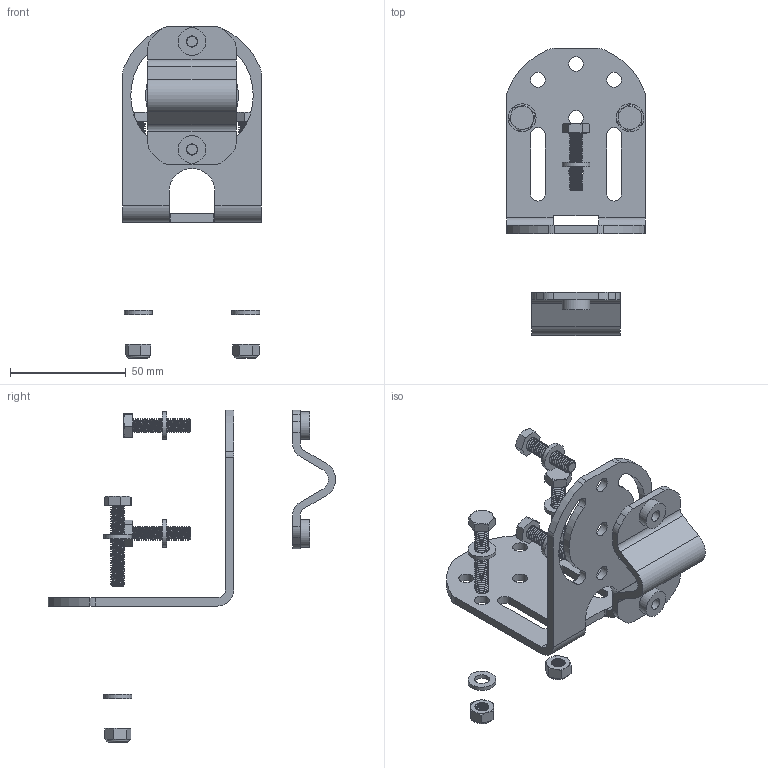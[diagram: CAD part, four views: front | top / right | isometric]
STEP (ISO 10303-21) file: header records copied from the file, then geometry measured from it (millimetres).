
FILE_DESCRIPTION(/* description */ (''),/* implementation_level */ '2;1');
FILE_NAME(/* name */ 'LA00018A.stp',/* time_stamp */ '2018-03-06T09:37:30-05:00',/* author */ ('James'),/* organization */ (''),/* preprocessor_version */ 'ST-DEVELOPER v16.5',/* originating_system */ 'Autodesk Inventor 2017',/* authorisation */ '');
FILE_SCHEMA (('AUTOMOTIVE_DESIGN { 1 0 10303 214 3 1 1 }'));
Length unit declared in the file: inch
Products named in the file (7): LA00018.1 MULTI CLAMP BASE; LC00008 BRACKET, MULTI CLAMP, .75; LC00007 STRAP, MULTI CLAMP, .75; UC00033 WASHER, FLAT, M6, 12MM OD, SS; UC00200 SCREW, HHC, M6, 25MM, SS; UC00031; UC00096
Assembly tree (14 placements, depth 2):
  LA00018.1 MULTI CLAMP BASE
    LC00008 BRACKET, MULTI CLAMP, .75
    LC00007 STRAP, MULTI CLAMP, .75
    UC00033 WASHER, FLAT, M6, 12MM OD, SS  x6
    UC00200 SCREW, HHC, M6, 25MM, SS  x2
    UC00031  x2
    UC00096  x2
Bounding box: 59.69 x 123.95 x 143.18 mm (x, y, z)
Volume: 40663.3 mm3; surface area: 32250 mm2
Topology: 16 solids, 16 shells, 308 faces, 734 edges, 466 vertices
Faces by surface type: cylinder 109, plane 105, cone 80, bspline 8, torus 6
Full cylindrical faces by diameter (mm): 4.928 x2, 5.076 x2, 5.188 x8, 6 x8, 6.35 x10, 6.4 x6, 6.538 x2, 11.938 x2, 12 x6
Entity records: 15902 total; most frequent: CARTESIAN_POINT 11252, DIRECTION 966, ORIENTED_EDGE 870, EDGE_CURVE 435, AXIS2_PLACEMENT_3D 404, VERTEX_POINT 300, EDGE_LOOP 275, FACE_OUTER_BOUND 192
